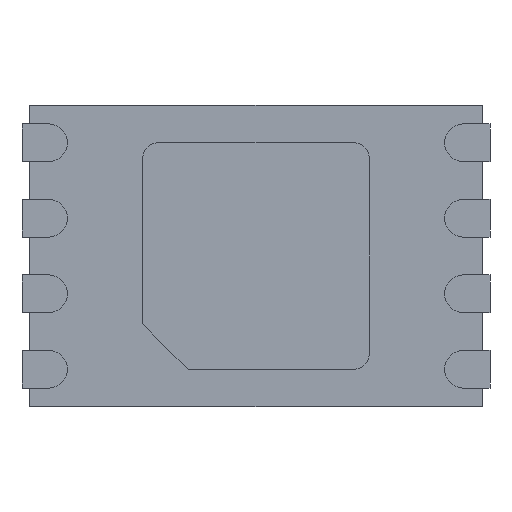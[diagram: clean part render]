
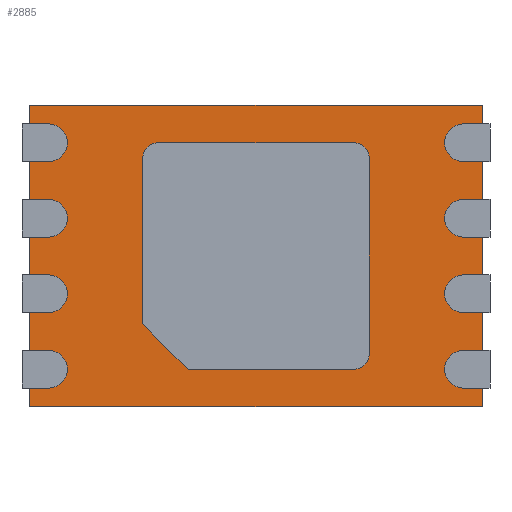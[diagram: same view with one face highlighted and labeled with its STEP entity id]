
A CAD part, front view. The second image highlights one B-rep face of the part: STEP entity #2885.
In plain terms, the highlighted planar face has unit normal (0, -1, 0).
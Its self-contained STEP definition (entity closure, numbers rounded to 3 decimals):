
#2728 = CARTESIAN_POINT ( 'NONE',  ( 1.5, 0.05, -1. ) ) ;
#2729 = VERTEX_POINT ( 'NONE', #2728 ) ;
#2730 = CARTESIAN_POINT ( 'NONE',  ( -1.5, 0.05, -1. ) ) ;
#2731 = VERTEX_POINT ( 'NONE', #2730 ) ;
#2732 = CARTESIAN_POINT ( 'NONE',  ( -1.5, 0.05, -1. ) ) ;
#2733 = DIRECTION ( 'NONE',  ( -1., 0., 0. ) ) ;
#2734 = VECTOR ( 'NONE', #2733, 1000. ) ;
#2735 = LINE ( 'NONE', #2732, #2734 ) ;
#2736 = EDGE_CURVE ( 'NONE', #2729, #2731, #2735, .T. ) ;
#2768 = CARTESIAN_POINT ( 'NONE',  ( -1.5, 0.05, 1. ) ) ;
#2769 = VERTEX_POINT ( 'NONE', #2768 ) ;
#2770 = CARTESIAN_POINT ( 'NONE',  ( -1.5, 0.05, 1. ) ) ;
#2771 = DIRECTION ( 'NONE',  ( 0., 0., 1. ) ) ;
#2772 = VECTOR ( 'NONE', #2771, 1000. ) ;
#2773 = LINE ( 'NONE', #2770, #2772 ) ;
#2774 = EDGE_CURVE ( 'NONE', #2731, #2769, #2773, .T. ) ;
#2799 = CARTESIAN_POINT ( 'NONE',  ( 1.5, 0.05, 1. ) ) ;
#2800 = VERTEX_POINT ( 'NONE', #2799 ) ;
#2801 = CARTESIAN_POINT ( 'NONE',  ( -1.5, 0.05, 1. ) ) ;
#2802 = DIRECTION ( 'NONE',  ( 1., 0., 0. ) ) ;
#2803 = VECTOR ( 'NONE', #2802, 1000. ) ;
#2804 = LINE ( 'NONE', #2801, #2803 ) ;
#2805 = EDGE_CURVE ( 'NONE', #2769, #2800, #2804, .T. ) ;
#2830 = CARTESIAN_POINT ( 'NONE',  ( 1.5, 0.05, 1. ) ) ;
#2831 = DIRECTION ( 'NONE',  ( 0., 0., -1. ) ) ;
#2832 = VECTOR ( 'NONE', #2831, 1000. ) ;
#2833 = LINE ( 'NONE', #2830, #2832 ) ;
#2834 = EDGE_CURVE ( 'NONE', #2800, #2729, #2833, .T. ) ;
#2874 = ORIENTED_EDGE ( 'NONE', *, *, #2736, .F. ) ;
#2875 = ORIENTED_EDGE ( 'NONE', *, *, #2834, .F. ) ;
#2876 = ORIENTED_EDGE ( 'NONE', *, *, #2805, .F. ) ;
#2877 = ORIENTED_EDGE ( 'NONE', *, *, #2774, .F. ) ;
#2878 = EDGE_LOOP ( 'NONE', ( #2874, #2875, #2876, #2877 ) ) ;
#2879 = FACE_OUTER_BOUND ( 'NONE', #2878, .T. ) ;
#2880 = CARTESIAN_POINT ( 'NONE',  ( 0., 0.05, 0. ) ) ;
#2881 = DIRECTION ( 'NONE',  ( 0., 1., 0. ) ) ;
#2882 = DIRECTION ( 'NONE',  ( -1., 0., 0. ) ) ;
#2883 = AXIS2_PLACEMENT_3D ( 'NONE', #2880, #2881, #2882 ) ;
#2884 = PLANE ( 'NONE', #2883 ) ;
#2885 = ADVANCED_FACE ( 'NONE', ( #2879 ), #2884, .F. ) ;
